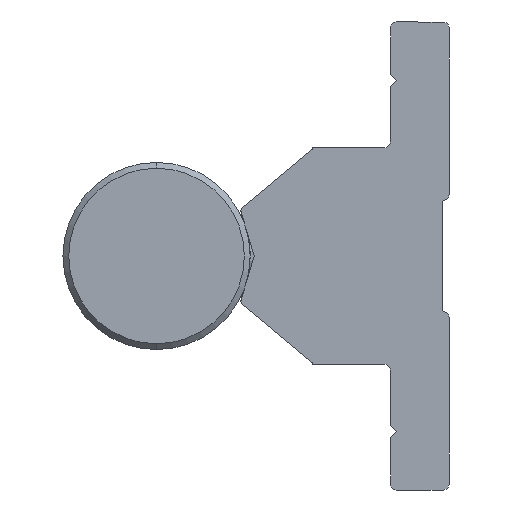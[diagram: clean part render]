
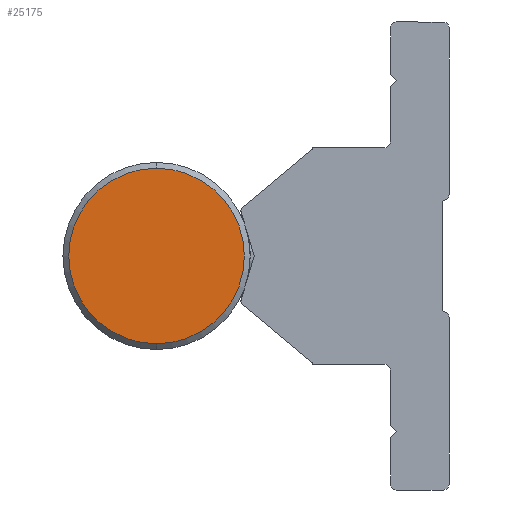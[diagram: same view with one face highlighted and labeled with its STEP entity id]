
A CAD part, left-side view. The second image highlights one B-rep face of the part: STEP entity #25175.
In plain terms, the highlighted planar face has unit normal (-1, 0, 0).
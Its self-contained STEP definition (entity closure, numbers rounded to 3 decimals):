
#299 = EDGE_CURVE ( 'NONE', #23972, #1019, #4332, .T. ) ;
#1019 = VERTEX_POINT ( 'NONE', #23908 ) ;
#3757 = CARTESIAN_POINT ( 'NONE',  ( -1200., 0., 0. ) ) ;
#4332 = CIRCLE ( 'NONE', #14955, 7.5 ) ;
#4647 = DIRECTION ( 'NONE',  ( 0., 0., 1. ) ) ;
#5391 = DIRECTION ( 'NONE',  ( 0., 0., 1. ) ) ;
#9468 = EDGE_LOOP ( 'NONE', ( #10734, #26408 ) ) ;
#10084 = CARTESIAN_POINT ( 'NONE',  ( -1200., -25., -500. ) ) ;
#10734 = ORIENTED_EDGE ( 'NONE', *, *, #299, .T. ) ;
#14354 = CARTESIAN_POINT ( 'NONE',  ( -1200., 0., -7.5 ) ) ;
#14955 = AXIS2_PLACEMENT_3D ( 'NONE', #3757, #25575, #30996 ) ;
#15689 = AXIS2_PLACEMENT_3D ( 'NONE', #18863, #24025, #5391 ) ;
#18573 = FACE_OUTER_BOUND ( 'NONE', #9468, .T. ) ;
#18863 = CARTESIAN_POINT ( 'NONE',  ( -1200., 0., 0. ) ) ;
#23886 = PLANE ( 'NONE',  #32804 ) ;
#23908 = CARTESIAN_POINT ( 'NONE',  ( -1200., 0., 7.5 ) ) ;
#23972 = VERTEX_POINT ( 'NONE', #14354 ) ;
#24025 = DIRECTION ( 'NONE',  ( -1., 0., 0. ) ) ;
#25175 = ADVANCED_FACE ( 'NONE', ( #18573 ), #23886, .T. ) ;
#25575 = DIRECTION ( 'NONE',  ( -1., 0., 0. ) ) ;
#26408 = ORIENTED_EDGE ( 'NONE', *, *, #29520, .T. ) ;
#26593 = DIRECTION ( 'NONE',  ( -1., 0., 0. ) ) ;
#29520 = EDGE_CURVE ( 'NONE', #1019, #23972, #32266, .T. ) ;
#30996 = DIRECTION ( 'NONE',  ( 0., 0., 1. ) ) ;
#32266 = CIRCLE ( 'NONE', #15689, 7.5 ) ;
#32804 = AXIS2_PLACEMENT_3D ( 'NONE', #10084, #26593, #4647 ) ;
